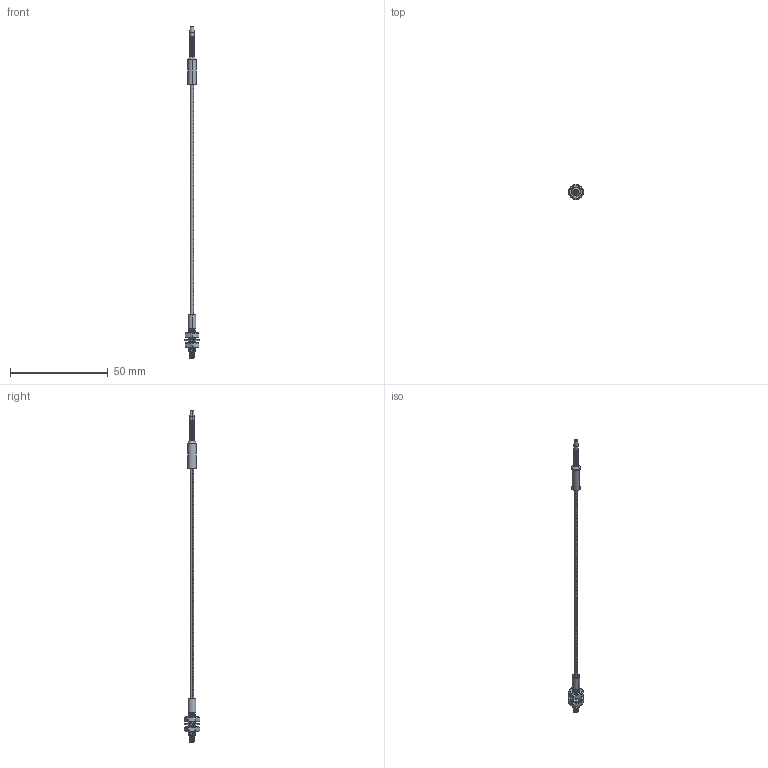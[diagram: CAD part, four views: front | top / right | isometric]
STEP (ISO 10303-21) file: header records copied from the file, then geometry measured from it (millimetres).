
FILE_DESCRIPTION((''),'2;1');
FILE_NAME('193951_ASM','2016-03-09T',('pdmadmin'),(''),'PRO/ENGINEER BY PARAMETRIC TECHNOLOGY CORPORATION, 2013230','PRO/ENGINEER BY PARAMETRIC TECHNOLOGY CORPORATION, 2013230','');
FILE_SCHEMA(('CONFIG_CONTROL_DESIGN'));
Length unit declared in the file: inch
Products named in the file (8): 58193; 66780; 112649; 108916; 40845; 40844; 56291_ASM; 193951_ASM
Assembly tree (8 placements, depth 3):
  193951_ASM
    56291_ASM
      58193
      66780
      112649
      108916
      40845
      40844  x2
Bounding box: 8 x 8.08 x 170.1 mm (x, y, z)
Volume: 763 mm3; surface area: 3426.1 mm2
Topology: 8 solids, 11 shells, 534 faces, 1298 edges, 782 vertices
Faces by surface type: cylinder 164, cone 160, bspline 82, torus 78, plane 50
Entity records: 29464 total; most frequent: CARTESIAN_POINT 17261, DIRECTION 2611, ORIENTED_EDGE 2512, EDGE_CURVE 1260, AXIS2_PLACEMENT_3D 1079, VERTEX_POINT 758, CIRCLE 616, EDGE_LOOP 530
